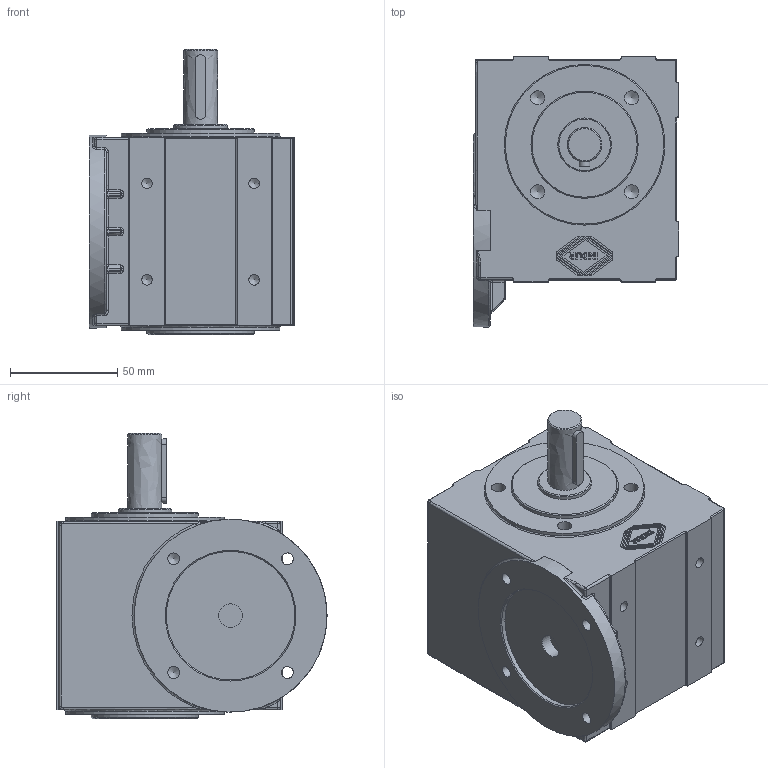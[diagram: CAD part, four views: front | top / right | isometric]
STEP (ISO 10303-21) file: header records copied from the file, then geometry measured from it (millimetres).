
FILE_DESCRIPTION((''),'2;1');
FILE_NAME('A40_B142_M6.ipt.stp','2010-03-02T10:08:41',('INDUR'),(''),'Autodesk Inventor 2010','Autodesk Inventor 2010','');
FILE_SCHEMA(('CONFIG_CONTROL_DESIGN'));
Length unit declared in the file: millimetre
Products named in the file (1): A40_B142_M6
Bounding box: 96 x 126 x 133 mm (x, y, z)
Volume: 890507.3 mm3; surface area: 69271.1 mm2
Topology: 1 solids, 1 shells, 555 faces, 1463 edges, 926 vertices
Faces by surface type: bspline 302, plane 193, cylinder 48, cone 12
Full cylindrical faces by diameter (mm): 4.917 x8, 6.647 x4
Entity records: 22278 total; most frequent: CARTESIAN_POINT 9586, ORIENTED_EDGE 2714, DIRECTION 2080, EDGE_CURVE 1357, VERTEX_POINT 890, VECTOR 826, LINE 826, EDGE_LOOP 645
